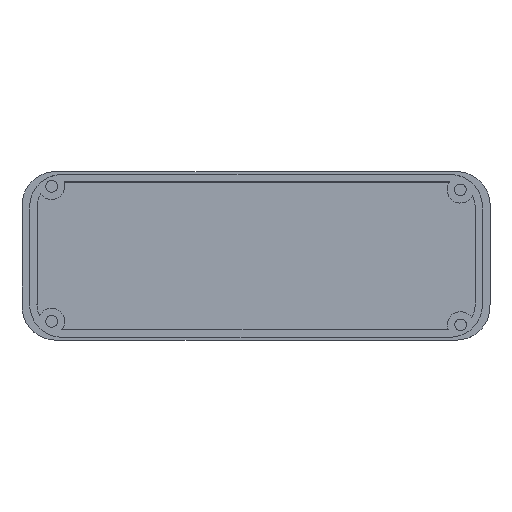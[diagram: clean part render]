
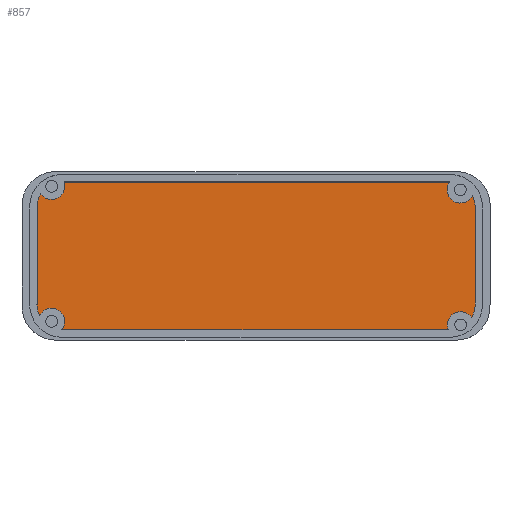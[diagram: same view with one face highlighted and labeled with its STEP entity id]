
A CAD part, top view. The second image highlights one B-rep face of the part: STEP entity #857.
In plain terms, the highlighted planar face has unit normal (0, 0, 1).
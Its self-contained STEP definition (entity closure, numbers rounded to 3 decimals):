
#480=CARTESIAN_POINT('',(4283.021,-3460.5,-2.027));
#481=VERTEX_POINT('',#480);
#488=CARTESIAN_POINT('',(4283.009,-3460.5,-2.027));
#489=VERTEX_POINT('',#488);
#490=CARTESIAN_POINT('',(4283.172,-3453.608,-2.027));
#491=DIRECTION('',(0.,0.,1.));
#492=DIRECTION('',(1.,0.,-0.));
#493=AXIS2_PLACEMENT_3D('',#490,#491,#492);
#494=CIRCLE('',#493,6.893);
#495=EDGE_CURVE('',#489,#481,#494,.T.);
#512=CARTESIAN_POINT('',(4276.3,-3426.328,-2.027));
#513=VERTEX_POINT('',#512);
#520=CARTESIAN_POINT('',(4277.293,-3423.171,-2.027));
#521=VERTEX_POINT('',#520);
#522=CARTESIAN_POINT('',(4283.088,-3426.728,-2.027));
#523=DIRECTION('',(0.,0.,1.));
#524=DIRECTION('',(1.,0.,-0.));
#525=AXIS2_PLACEMENT_3D('',#522,#523,#524);
#526=CIRCLE('',#525,6.8);
#527=EDGE_CURVE('',#521,#513,#526,.T.);
#544=CARTESIAN_POINT('',(4276.3,-3453.073,-2.027));
#545=VERTEX_POINT('',#544);
#552=CARTESIAN_POINT('',(4276.3,-3426.328,-2.027));
#553=DIRECTION('',(0.,-1.,0.));
#554=VECTOR('',#553,26.745);
#555=LINE('',#552,#554);
#556=EDGE_CURVE('',#513,#545,#555,.T.);
#567=CARTESIAN_POINT('',(4276.279,-3453.608,-2.027));
#568=VERTEX_POINT('',#567);
#575=CARTESIAN_POINT('',(4283.172,-3453.608,-2.027));
#576=DIRECTION('',(0.,0.,1.));
#577=DIRECTION('',(1.,0.,-0.));
#578=AXIS2_PLACEMENT_3D('',#575,#576,#577);
#579=CIRCLE('',#578,6.893);
#580=EDGE_CURVE('',#545,#568,#579,.T.);
#593=CARTESIAN_POINT('',(4388.955,-3460.5,-2.027));
#594=VERTEX_POINT('',#593);
#601=CARTESIAN_POINT('',(4283.021,-3460.5,-2.027));
#602=DIRECTION('',(1.,-0.,0.));
#603=VECTOR('',#602,105.934);
#604=LINE('',#601,#603);
#605=EDGE_CURVE('',#481,#594,#604,.T.);
#617=CARTESIAN_POINT('',(4396.23,-3453.073,-2.027));
#618=VERTEX_POINT('',#617);
#625=CARTESIAN_POINT('',(4395.283,-3457.13,-2.027));
#626=VERTEX_POINT('',#625);
#627=CARTESIAN_POINT('',(4389.358,-3453.608,-2.027));
#628=DIRECTION('',(0.,0.,1.));
#629=DIRECTION('',(1.,0.,-0.));
#630=AXIS2_PLACEMENT_3D('',#627,#628,#629);
#631=CIRCLE('',#630,6.893);
#632=EDGE_CURVE('',#626,#618,#631,.T.);
#650=CARTESIAN_POINT('',(4396.23,-3426.328,-2.027));
#651=VERTEX_POINT('',#650);
#658=CARTESIAN_POINT('',(4396.23,-3426.328,-2.027));
#659=DIRECTION('',(-0.,-1.,0.));
#660=VECTOR('',#659,26.745);
#661=LINE('',#658,#660);
#662=EDGE_CURVE('',#651,#618,#661,.T.);
#673=CARTESIAN_POINT('',(4395.505,-3423.649,-2.027));
#674=VERTEX_POINT('',#673);
#681=CARTESIAN_POINT('',(4389.442,-3426.728,-2.027));
#682=DIRECTION('',(0.,0.,1.));
#683=DIRECTION('',(1.,0.,-0.));
#684=AXIS2_PLACEMENT_3D('',#681,#682,#683);
#685=CIRCLE('',#684,6.8);
#686=EDGE_CURVE('',#651,#674,#685,.T.);
#697=CARTESIAN_POINT('',(4388.674,-3459.106,-2.027));
#698=VERTEX_POINT('',#697);
#707=CARTESIAN_POINT('',(4392.274,-3459.106,-2.027));
#708=DIRECTION('',(0.,0.,1.));
#709=DIRECTION('',(1.,0.,-0.));
#710=AXIS2_PLACEMENT_3D('',#707,#708,#709);
#711=CIRCLE('',#710,3.6);
#712=EDGE_CURVE('',#626,#698,#711,.T.);
#722=CARTESIAN_POINT('',(4276.996,-3456.67,-2.027));
#723=VERTEX_POINT('',#722);
#732=CARTESIAN_POINT('',(4280.274,-3458.158,-2.027));
#733=DIRECTION('',(0.,0.,1.));
#734=DIRECTION('',(1.,0.,-0.));
#735=AXIS2_PLACEMENT_3D('',#732,#733,#734);
#736=CIRCLE('',#735,3.6);
#737=EDGE_CURVE('',#489,#723,#736,.T.);
#747=CARTESIAN_POINT('',(4283.677,-3419.973,-2.027));
#748=VERTEX_POINT('',#747);
#757=CARTESIAN_POINT('',(4280.277,-3421.157,-2.027));
#758=DIRECTION('',(0.,0.,1.));
#759=DIRECTION('',(1.,0.,-0.));
#760=AXIS2_PLACEMENT_3D('',#757,#758,#759);
#761=CIRCLE('',#760,3.6);
#762=EDGE_CURVE('',#521,#748,#761,.T.);
#772=CARTESIAN_POINT('',(4388.64,-3422.132,-2.027));
#773=VERTEX_POINT('',#772);
#781=CARTESIAN_POINT('',(4389.36,-3419.973,-2.027));
#782=VERTEX_POINT('',#781);
#789=CARTESIAN_POINT('',(4392.24,-3422.132,-2.027));
#790=DIRECTION('',(0.,0.,1.));
#791=DIRECTION('',(1.,0.,-0.));
#792=AXIS2_PLACEMENT_3D('',#789,#790,#791);
#793=CIRCLE('',#792,3.6);
#794=EDGE_CURVE('',#782,#773,#793,.T.);
#806=CARTESIAN_POINT('',(4389.36,-3419.973,-2.027));
#807=DIRECTION('',(-1.,0.,0.));
#808=VECTOR('',#807,105.683);
#809=LINE('',#806,#808);
#810=EDGE_CURVE('',#782,#748,#809,.T.);
#816=CARTESIAN_POINT('',(0.,0.,-2.027));
#817=DIRECTION('',(0.,0.,1.));
#818=DIRECTION('',(1.,0.,0.));
#819=AXIS2_PLACEMENT_3D('',#816,#817,#818);
#820=PLANE('',#819);
#821=ORIENTED_EDGE('',*,*,#632,.T.);
#822=ORIENTED_EDGE('',*,*,#662,.F.);
#823=ORIENTED_EDGE('',*,*,#686,.T.);
#824=CARTESIAN_POINT('',(4392.24,-3422.132,-2.027));
#825=DIRECTION('',(0.,0.,1.));
#826=DIRECTION('',(1.,0.,-0.));
#827=AXIS2_PLACEMENT_3D('',#824,#825,#826);
#828=CIRCLE('',#827,3.6);
#829=EDGE_CURVE('',#773,#674,#828,.T.);
#830=ORIENTED_EDGE('',*,*,#829,.F.);
#831=ORIENTED_EDGE('',*,*,#794,.F.);
#832=ORIENTED_EDGE('',*,*,#810,.T.);
#833=ORIENTED_EDGE('',*,*,#762,.F.);
#834=ORIENTED_EDGE('',*,*,#527,.T.);
#835=ORIENTED_EDGE('',*,*,#556,.T.);
#836=ORIENTED_EDGE('',*,*,#580,.T.);
#837=CARTESIAN_POINT('',(4283.172,-3453.608,-2.027));
#838=DIRECTION('',(0.,0.,1.));
#839=DIRECTION('',(1.,0.,-0.));
#840=AXIS2_PLACEMENT_3D('',#837,#838,#839);
#841=CIRCLE('',#840,6.893);
#842=EDGE_CURVE('',#568,#723,#841,.T.);
#843=ORIENTED_EDGE('',*,*,#842,.T.);
#844=ORIENTED_EDGE('',*,*,#737,.F.);
#845=ORIENTED_EDGE('',*,*,#495,.T.);
#846=ORIENTED_EDGE('',*,*,#605,.T.);
#847=CARTESIAN_POINT('',(4392.274,-3459.106,-2.027));
#848=DIRECTION('',(0.,0.,1.));
#849=DIRECTION('',(1.,0.,-0.));
#850=AXIS2_PLACEMENT_3D('',#847,#848,#849);
#851=CIRCLE('',#850,3.6);
#852=EDGE_CURVE('',#698,#594,#851,.T.);
#853=ORIENTED_EDGE('',*,*,#852,.F.);
#854=ORIENTED_EDGE('',*,*,#712,.F.);
#855=EDGE_LOOP('',(#821,#822,#823,#830,#831,#832,#833,#834,#835,#836,#843,#844,#845,#846,#853,#854));
#856=FACE_BOUND('',#855,.T.);
#857=ADVANCED_FACE('',(#856),#820,.T.);
